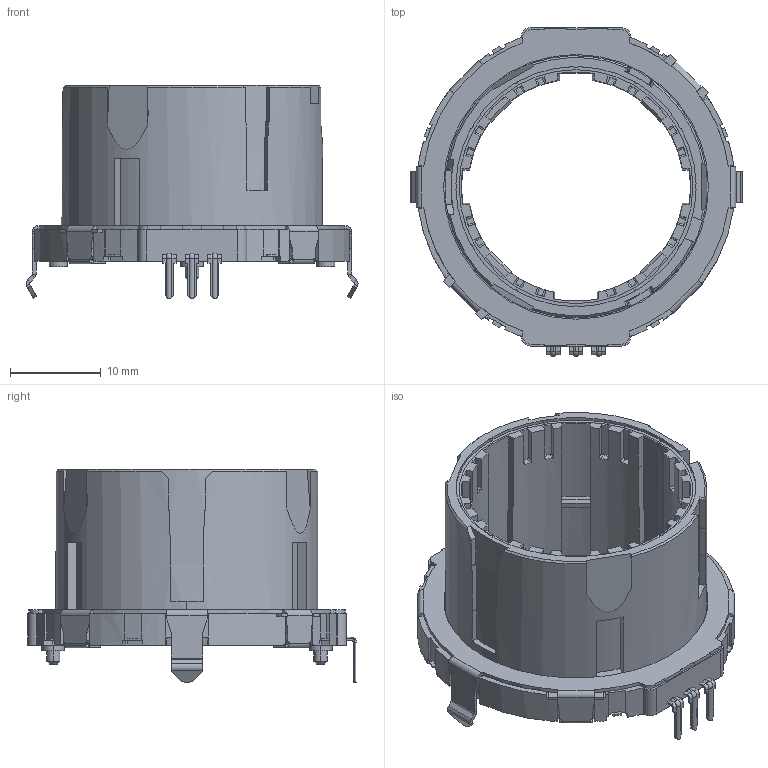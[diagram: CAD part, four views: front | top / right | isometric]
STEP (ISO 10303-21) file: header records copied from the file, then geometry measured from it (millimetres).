
FILE_DESCRIPTION (( 'STEP AP214' ), '1' );
FILE_NAME ('EC35A0930401.STEP', '2019-06-18T07:45:13', ( '' ), ( '' ), 'SwSTEP 2.0', 'SolidWorks 2017', '' );
FILE_SCHEMA (( 'AUTOMOTIVE_DESIGN' ));
Length unit declared in the file: millimetre
Products named in the file (1): EC35A0930401
Bounding box: 36.5 x 36.11 x 23.42 mm (x, y, z)
Volume: 4562.3 mm3; surface area: 5181.9 mm2
Topology: 1 solids, 9 shells, 932 faces, 2522 edges, 1614 vertices
Faces by surface type: plane 601, cylinder 288, bspline 24, cone 13, torus 6
Entity records: 39323 total; most frequent: CARTESIAN_POINT 6295, ORIENTED_EDGE 5044, DIRECTION 4721, EDGE_CURVE 2522, LINE 1677, VECTOR 1677, VERTEX_POINT 1614, AXIS2_PLACEMENT_3D 1522
